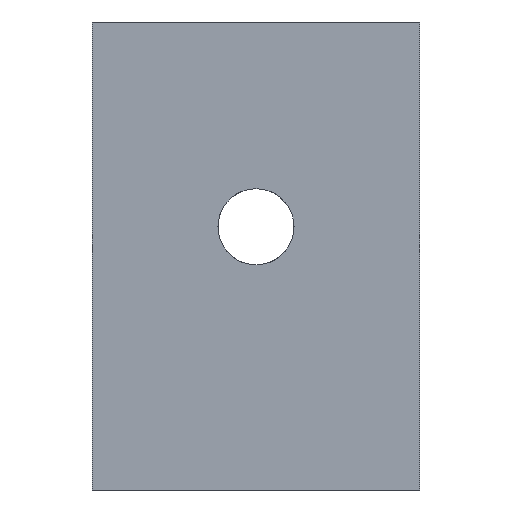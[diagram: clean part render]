
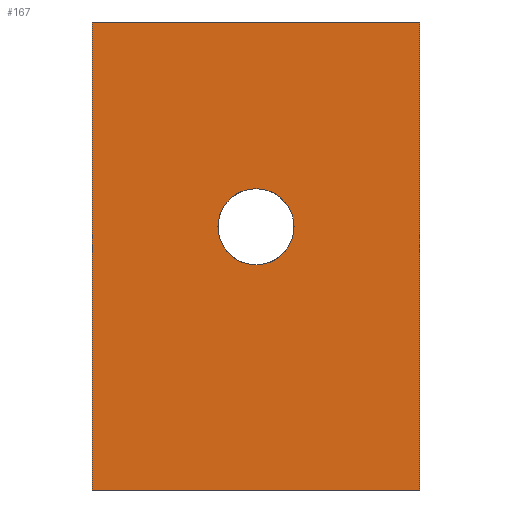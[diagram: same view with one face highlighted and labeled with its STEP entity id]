
A CAD part, front view. The second image highlights one B-rep face of the part: STEP entity #167.
In plain terms, the highlighted planar face has unit normal (0, -1, 0).
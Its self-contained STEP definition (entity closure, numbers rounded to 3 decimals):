
#2 = EDGE_LOOP ( 'NONE', ( #524, #521 ) ) ;
#14 = CARTESIAN_POINT ( 'NONE',  ( 14., 0., 25.75 ) ) ;
#16 = ORIENTED_EDGE ( 'NONE', *, *, #530, .T. ) ;
#51 = DIRECTION ( 'NONE',  ( 0., -1., 0. ) ) ;
#53 = DIRECTION ( 'NONE',  ( -1., 0., 0. ) ) ;
#54 = EDGE_CURVE ( 'NONE', #211, #456, #526, .T. ) ;
#62 = FACE_OUTER_BOUND ( 'NONE', #749, .T. ) ;
#86 = DIRECTION ( 'NONE',  ( 0., -1., 0. ) ) ;
#97 = DIRECTION ( 'NONE',  ( 0., 0., -1. ) ) ;
#102 = EDGE_CURVE ( 'NONE', #140, #125, #310, .T. ) ;
#125 = VERTEX_POINT ( 'NONE', #646 ) ;
#140 = VERTEX_POINT ( 'NONE', #512 ) ;
#142 = LINE ( 'NONE', #658, #442 ) ;
#163 = ORIENTED_EDGE ( 'NONE', *, *, #102, .F. ) ;
#167 = ADVANCED_FACE ( 'NONE', ( #491, #62 ), #701, .T. ) ;
#172 = ORIENTED_EDGE ( 'NONE', *, *, #772, .F. ) ;
#205 = VERTEX_POINT ( 'NONE', #278 ) ;
#211 = VERTEX_POINT ( 'NONE', #14 ) ;
#229 = CARTESIAN_POINT ( 'NONE',  ( 14., 0., 22.5 ) ) ;
#242 = DIRECTION ( 'NONE',  ( 0., 0., 1. ) ) ;
#263 = EDGE_CURVE ( 'NONE', #205, #125, #142, .T. ) ;
#278 = CARTESIAN_POINT ( 'NONE',  ( 28., 0., 40. ) ) ;
#298 = CARTESIAN_POINT ( 'NONE',  ( 28., 0., 0. ) ) ;
#309 = VECTOR ( 'NONE', #242, 1000. ) ;
#310 = LINE ( 'NONE', #367, #705 ) ;
#315 = ORIENTED_EDGE ( 'NONE', *, *, #263, .T. ) ;
#318 = DIRECTION ( 'NONE',  ( 0., 0., -1. ) ) ;
#338 = DIRECTION ( 'NONE',  ( -1., 0., 0. ) ) ;
#367 = CARTESIAN_POINT ( 'NONE',  ( 0., 0., 0. ) ) ;
#379 = LINE ( 'NONE', #583, #625 ) ;
#384 = AXIS2_PLACEMENT_3D ( 'NONE', #229, #803, #97 ) ;
#431 = DIRECTION ( 'NONE',  ( 0., 0., 1. ) ) ;
#442 = VECTOR ( 'NONE', #338, 1000. ) ;
#456 = VERTEX_POINT ( 'NONE', #757 ) ;
#485 = LINE ( 'NONE', #607, #309 ) ;
#491 = FACE_BOUND ( 'NONE', #2, .T. ) ;
#512 = CARTESIAN_POINT ( 'NONE',  ( 0., 0., 0. ) ) ;
#521 = ORIENTED_EDGE ( 'NONE', *, *, #54, .F. ) ;
#522 = EDGE_CURVE ( 'NONE', #456, #211, #609, .T. ) ;
#524 = ORIENTED_EDGE ( 'NONE', *, *, #522, .F. ) ;
#526 = CIRCLE ( 'NONE', #384, 3.25 ) ;
#530 = EDGE_CURVE ( 'NONE', #584, #205, #485, .T. ) ;
#583 = CARTESIAN_POINT ( 'NONE',  ( 28., 0., 0. ) ) ;
#584 = VERTEX_POINT ( 'NONE', #298 ) ;
#607 = CARTESIAN_POINT ( 'NONE',  ( 28., 0., 0. ) ) ;
#609 = CIRCLE ( 'NONE', #665, 3.25 ) ;
#625 = VECTOR ( 'NONE', #53, 1000. ) ;
#635 = CARTESIAN_POINT ( 'NONE',  ( 28., 0., 0. ) ) ;
#646 = CARTESIAN_POINT ( 'NONE',  ( 0., 0., 40. ) ) ;
#658 = CARTESIAN_POINT ( 'NONE',  ( 28., 0., 40. ) ) ;
#665 = AXIS2_PLACEMENT_3D ( 'NONE', #736, #86, #679 ) ;
#679 = DIRECTION ( 'NONE',  ( 0., 0., -1. ) ) ;
#701 = PLANE ( 'NONE',  #758 ) ;
#705 = VECTOR ( 'NONE', #431, 1000. ) ;
#736 = CARTESIAN_POINT ( 'NONE',  ( 14., 0., 22.5 ) ) ;
#749 = EDGE_LOOP ( 'NONE', ( #163, #172, #16, #315 ) ) ;
#757 = CARTESIAN_POINT ( 'NONE',  ( 14., 0., 19.25 ) ) ;
#758 = AXIS2_PLACEMENT_3D ( 'NONE', #635, #51, #318 ) ;
#772 = EDGE_CURVE ( 'NONE', #584, #140, #379, .T. ) ;
#803 = DIRECTION ( 'NONE',  ( 0., -1., 0. ) ) ;
